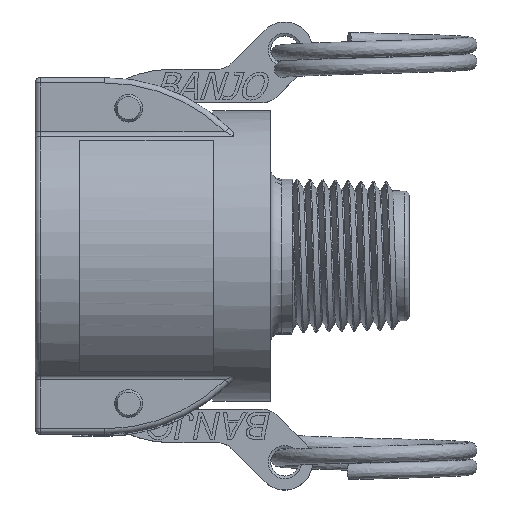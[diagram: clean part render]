
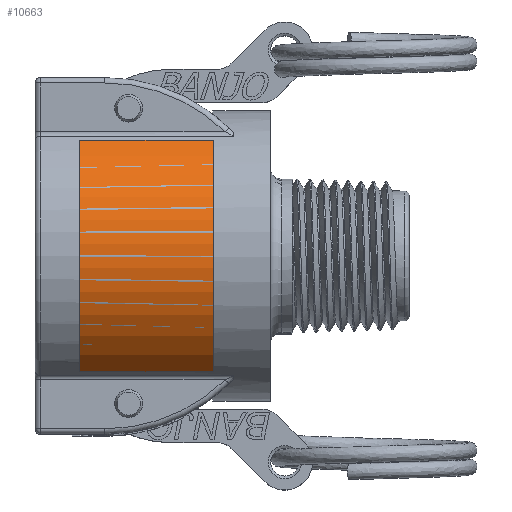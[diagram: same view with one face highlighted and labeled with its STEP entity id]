
A CAD part, top view. The second image highlights one B-rep face of the part: STEP entity #10663.
In plain terms, the highlighted cylindrical face has radius 20.765 mm (diameter 41.529 mm), a partial arc.
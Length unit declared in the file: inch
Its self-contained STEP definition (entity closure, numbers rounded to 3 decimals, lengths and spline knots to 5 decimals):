
#1583=LINE('',#33600,#2411);
#1589=LINE('',#33615,#2417);
#2411=VECTOR('',#13778,0.3937);
#2417=VECTOR('',#13792,0.3937);
#3396=FACE_OUTER_BOUND('',#4085,.T.);
#4085=EDGE_LOOP('',(#9972,#9973,#9974,#9975));
#4343=CIRCLE('',#11501,0.8175);
#4344=CIRCLE('',#11502,0.8175);
#5356=VERTEX_POINT('',#33596);
#5358=VERTEX_POINT('',#33599);
#5362=VERTEX_POINT('',#33611);
#5363=VERTEX_POINT('',#33613);
#6893=EDGE_CURVE('',#5356,#5358,#1583,.T.);
#6901=EDGE_CURVE('',#5362,#5363,#1589,.T.);
#6902=EDGE_CURVE('',#5362,#5356,#4343,.T.);
#6903=EDGE_CURVE('',#5358,#5363,#4344,.T.);
#9972=ORIENTED_EDGE('',*,*,#6902,.F.);
#9973=ORIENTED_EDGE('',*,*,#6901,.T.);
#9974=ORIENTED_EDGE('',*,*,#6903,.F.);
#9975=ORIENTED_EDGE('',*,*,#6893,.F.);
#10064=CYLINDRICAL_SURFACE('',#11500,0.8175);
#10663=ADVANCED_FACE('',(#3396),#10064,.T.);
#11500=AXIS2_PLACEMENT_3D('',#33616,#13793,#13794);
#11501=AXIS2_PLACEMENT_3D('',#33617,#13795,#13796);
#11502=AXIS2_PLACEMENT_3D('',#33618,#13797,#13798);
#13778=DIRECTION('',(0.,0.,1.));
#13792=DIRECTION('',(0.,0.,1.));
#13793=DIRECTION('center_axis',(0.,0.,1.));
#13794=DIRECTION('ref_axis',(-0.794,-0.607,0.));
#13795=DIRECTION('center_axis',(0.,0.,-1.));
#13796=DIRECTION('ref_axis',(-0.794,-0.607,0.));
#13797=DIRECTION('center_axis',(0.,0.,1.));
#13798=DIRECTION('ref_axis',(-0.794,-0.607,0.));
#33596=CARTESIAN_POINT('',(0.64936,0.49662,0.));
#33599=CARTESIAN_POINT('',(0.64936,0.49662,0.75));
#33600=CARTESIAN_POINT('',(0.64936,0.49662,0.));
#33611=CARTESIAN_POINT('',(-0.64936,0.49662,0.));
#33613=CARTESIAN_POINT('',(-0.64936,0.49662,0.75));
#33615=CARTESIAN_POINT('',(-0.64936,0.49662,0.));
#33616=CARTESIAN_POINT('Origin',(0.,0.,0.));
#33617=CARTESIAN_POINT('Origin',(0.,0.,0.));
#33618=CARTESIAN_POINT('Origin',(0.,0.,0.75));
